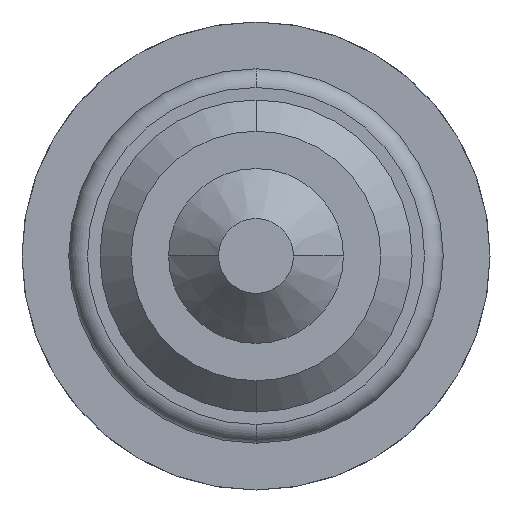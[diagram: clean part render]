
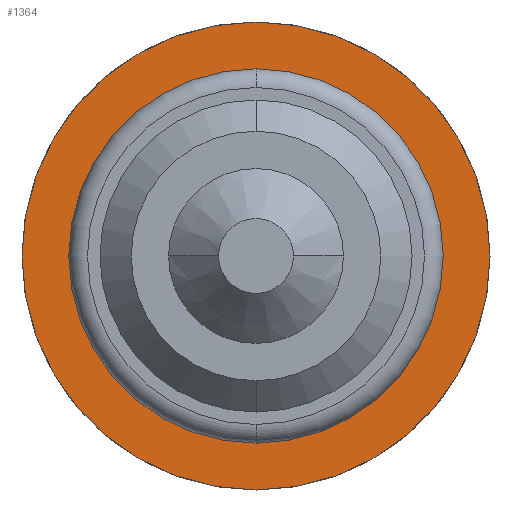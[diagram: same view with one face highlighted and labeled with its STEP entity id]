
A CAD part, front view. The second image highlights one B-rep face of the part: STEP entity #1364.
In plain terms, the highlighted planar face has unit normal (0, -1, 0).
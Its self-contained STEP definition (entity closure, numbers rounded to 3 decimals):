
#5 = ORIENTED_EDGE ( 'NONE', *, *, #2676, .F. ) ;
#335 = CARTESIAN_POINT ( 'NONE',  ( 0., 20., 0. ) ) ;
#609 = AXIS2_PLACEMENT_3D ( 'NONE', #3241, #972, #4008 ) ;
#614 = ORIENTED_EDGE ( 'NONE', *, *, #2744, .T. ) ;
#691 = EDGE_LOOP ( 'NONE', ( #614, #2021 ) ) ;
#797 = AXIS2_PLACEMENT_3D ( 'NONE', #1065, #3726, #1407 ) ;
#972 = DIRECTION ( 'NONE',  ( 0., -1., 0. ) ) ;
#1001 = CIRCLE ( 'NONE', #609, 1.5 ) ;
#1065 = CARTESIAN_POINT ( 'NONE',  ( 0., 20., 0. ) ) ;
#1120 = AXIS2_PLACEMENT_3D ( 'NONE', #335, #2666, #2617 ) ;
#1278 = EDGE_LOOP ( 'NONE', ( #3435, #5 ) ) ;
#1364 = ADVANCED_FACE ( 'Defeature ausgef�hrt2_62', ( #4124, #3216 ), #1580, .T. ) ;
#1407 = DIRECTION ( 'NONE',  ( 0., 0., -1. ) ) ;
#1421 = CARTESIAN_POINT ( 'NONE',  ( 0., 20., -1.875 ) ) ;
#1492 = VERTEX_POINT ( 'NONE', #3934 ) ;
#1580 = PLANE ( 'NONE',  #3431 ) ;
#2021 = ORIENTED_EDGE ( 'NONE', *, *, #3759, .T. ) ;
#2181 = CARTESIAN_POINT ( 'NONE',  ( 0., 20., -1.5 ) ) ;
#2617 = DIRECTION ( 'NONE',  ( 0., 0., -1. ) ) ;
#2666 = DIRECTION ( 'NONE',  ( 0., -1., 0. ) ) ;
#2676 = EDGE_CURVE ( 'Defeature ausgef�hrt2_61+Defeature ausgef�hrt2_62+Defeature ausgef�hrt2_62+Defeature ausgef�hrt2_62', #1492, #3842, #1001, .T. ) ;
#2744 = EDGE_CURVE ( 'Defeature ausgef�hrt2_62+Defeature ausgef�hrt2_63+Defeature ausgef�hrt2_63+Defeature ausgef�hrt2_63', #2831, #3065, #4169, .T. ) ;
#2788 = CIRCLE ( 'NONE', #1120, 1.5 ) ;
#2831 = VERTEX_POINT ( 'NONE', #1421 ) ;
#2899 = EDGE_CURVE ( 'Defeature ausgef�hrt2_61+Defeature ausgef�hrt2_62+Defeature ausgef�hrt2_62+Defeature ausgef�hrt2_62', #3842, #1492, #2788, .T. ) ;
#3065 = VERTEX_POINT ( 'NONE', #4182 ) ;
#3216 = FACE_BOUND ( 'NONE', #1278, .T. ) ;
#3241 = CARTESIAN_POINT ( 'NONE',  ( 0., 20., 0. ) ) ;
#3301 = DIRECTION ( 'NONE',  ( 0., -1., 0. ) ) ;
#3320 = DIRECTION ( 'NONE',  ( 0., 0., -1. ) ) ;
#3431 = AXIS2_PLACEMENT_3D ( 'NONE', #3487, #3836, #3891 ) ;
#3435 = ORIENTED_EDGE ( 'NONE', *, *, #2899, .F. ) ;
#3487 = CARTESIAN_POINT ( 'NONE',  ( 1.5, 20., 0. ) ) ;
#3681 = CARTESIAN_POINT ( 'NONE',  ( 0., 20., 0. ) ) ;
#3726 = DIRECTION ( 'NONE',  ( 0., -1., 0. ) ) ;
#3759 = EDGE_CURVE ( 'Defeature ausgef�hrt2_62+Defeature ausgef�hrt2_63+Defeature ausgef�hrt2_63+Defeature ausgef�hrt2_63', #3065, #2831, #4364, .T. ) ;
#3836 = DIRECTION ( 'NONE',  ( 0., -1., 0. ) ) ;
#3842 = VERTEX_POINT ( 'NONE', #2181 ) ;
#3891 = DIRECTION ( 'NONE',  ( 0., 0., -1. ) ) ;
#3934 = CARTESIAN_POINT ( 'NONE',  ( 0., 20., 1.5 ) ) ;
#4008 = DIRECTION ( 'NONE',  ( 0., 0., -1. ) ) ;
#4124 = FACE_OUTER_BOUND ( 'NONE', #691, .T. ) ;
#4169 = CIRCLE ( 'NONE', #797, 1.875 ) ;
#4182 = CARTESIAN_POINT ( 'NONE',  ( 0., 20., 1.875 ) ) ;
#4341 = AXIS2_PLACEMENT_3D ( 'NONE', #3681, #3301, #3320 ) ;
#4364 = CIRCLE ( 'NONE', #4341, 1.875 ) ;
